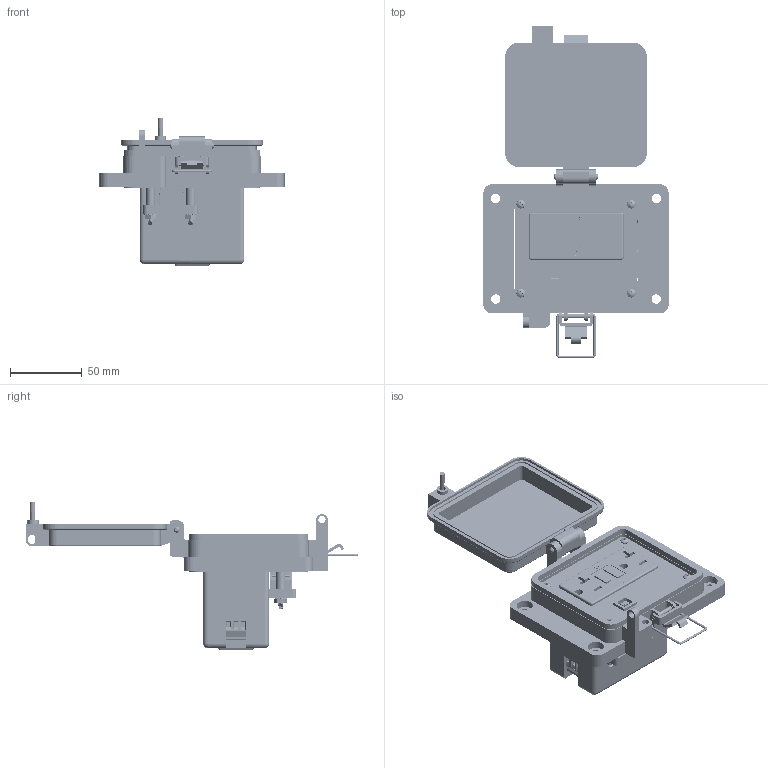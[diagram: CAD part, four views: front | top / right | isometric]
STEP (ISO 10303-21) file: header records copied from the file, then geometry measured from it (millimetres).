
FILE_DESCRIPTION (( 'STEP AP203' ), '1' );
FILE_NAME ('P-P27-K3RF0_3D.STEP', '2018-11-07T16:34:32', ( '' ), ( '' ), 'SwSTEP 2.0', 'SolidWorks 2018', '' );
FILE_SCHEMA (( 'CONFIG_CONTROL_DESIGN' ));
Length unit declared in the file: millimetre
Products named in the file (15): Z-200-OTLT-GFIH-1_sheared; P-P27-K3RF0_TP240_1; RF; 632FH_1-3_4-IN; 92005A124_METRIC PAN HEAD PHILLIPS MACHINE SCREW_92005A124; Z-001-SPR_1-1_4; P-P27-K3RF0_3D; Z-002-632516HN_90675A007; P-P27-K3RF0_FP060_1; Z-H-K3_B; P-P27-K3RF0_BP180_1; -K3; Z-300-USB-B-FF; Z-200-OTLT-RIOF_RF; P27
Assembly tree (20 placements, depth 3):
  P-P27-K3RF0_3D
    P-P27-K3RF0_BP180_1
    P27
      Z-300-USB-B-FF
    P-P27-K3RF0_TP240_1
    632FH_1-3_4-IN  x2
    Z-001-SPR_1-1_4  x2
    Z-002-632516HN_90675A007  x2
    P-P27-K3RF0_FP060_1
    -K3
      Z-H-K3_B
    RF
      Z-200-OTLT-RIOF_RF
      Z-200-OTLT-GFIH-1_sheared
    92005A124_METRIC PAN HEAD PHILLIPS MACHINE SCREW_92005A124  x4
Bounding box: 129 x 231.28 x 102.7 mm (x, y, z)
Volume: 289438.3 mm3; surface area: 174614 mm2
Topology: 41 solids, 42 shells, 3681 faces, 10231 edges, 6732 vertices
Faces by surface type: cylinder 1651, plane 1567, bspline 250, cone 139, torus 46, sphere 28
Entity records: 106046 total; most frequent: CARTESIAN_POINT 35648, ORIENTED_EDGE 15314, DIRECTION 13068, EDGE_CURVE 7657, VERTEX_POINT 5039, LINE 4788, VECTOR 4788, AXIS2_PLACEMENT_3D 4140
